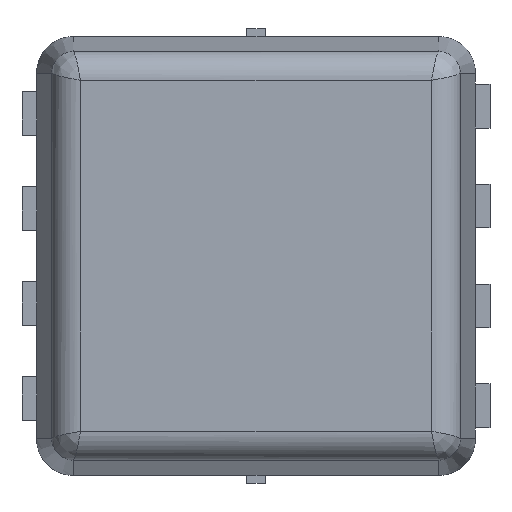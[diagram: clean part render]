
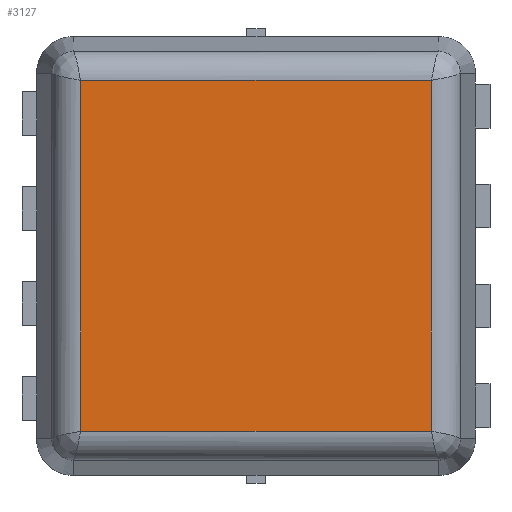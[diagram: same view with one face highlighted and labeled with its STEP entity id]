
A CAD part, top view. The second image highlights one B-rep face of the part: STEP entity #3127.
In plain terms, the highlighted planar face has unit normal (0, 0, 1).
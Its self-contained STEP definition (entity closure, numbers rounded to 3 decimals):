
#147=FACE_OUTER_BOUND('',#321,.T.);
#321=EDGE_LOOP('',(#2429,#2430,#2431,#2432));
#602=LINE('',#4641,#1028);
#604=LINE('',#4691,#1030);
#606=LINE('',#4741,#1032);
#607=LINE('',#4766,#1033);
#1028=VECTOR('',#3757,10.);
#1030=VECTOR('',#3761,10.);
#1032=VECTOR('',#3765,10.);
#1033=VECTOR('',#3768,10.);
#1389=VERTEX_POINT('',#4592);
#1392=VERTEX_POINT('',#4618);
#1395=VERTEX_POINT('',#4668);
#1398=VERTEX_POINT('',#4718);
#1740=EDGE_CURVE('',#1392,#1389,#602,.T.);
#1744=EDGE_CURVE('',#1395,#1392,#604,.T.);
#1748=EDGE_CURVE('',#1398,#1395,#606,.T.);
#1750=EDGE_CURVE('',#1389,#1398,#607,.T.);
#2429=ORIENTED_EDGE('',*,*,#1740,.F.);
#2430=ORIENTED_EDGE('',*,*,#1744,.F.);
#2431=ORIENTED_EDGE('',*,*,#1748,.F.);
#2432=ORIENTED_EDGE('',*,*,#1750,.F.);
#2959=PLANE('',#3318);
#3127=ADVANCED_FACE('',(#147),#2959,.T.);
#3318=AXIS2_PLACEMENT_3D('',#4909,#3799,#3800);
#3757=DIRECTION('',(0.,1.,0.));
#3761=DIRECTION('',(-1.,0.,0.));
#3765=DIRECTION('',(0.,-1.,0.));
#3768=DIRECTION('',(1.,0.,0.));
#3799=DIRECTION('center_axis',(0.,0.,1.));
#3800=DIRECTION('ref_axis',(1.,0.,0.));
#4592=CARTESIAN_POINT('',(-1.2,1.2,0.9));
#4618=CARTESIAN_POINT('',(-1.2,-1.2,0.9));
#4641=CARTESIAN_POINT('',(-1.2,-0.625,0.9));
#4668=CARTESIAN_POINT('',(1.2,-1.2,0.9));
#4691=CARTESIAN_POINT('',(0.625,-1.2,0.9));
#4718=CARTESIAN_POINT('',(1.2,1.2,0.9));
#4741=CARTESIAN_POINT('',(1.2,0.625,0.9));
#4766=CARTESIAN_POINT('',(-0.625,1.2,0.9));
#4909=CARTESIAN_POINT('Origin',(0.,0.,0.9));
